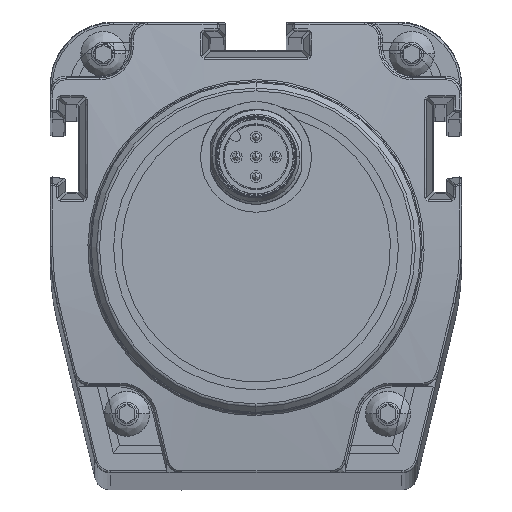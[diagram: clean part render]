
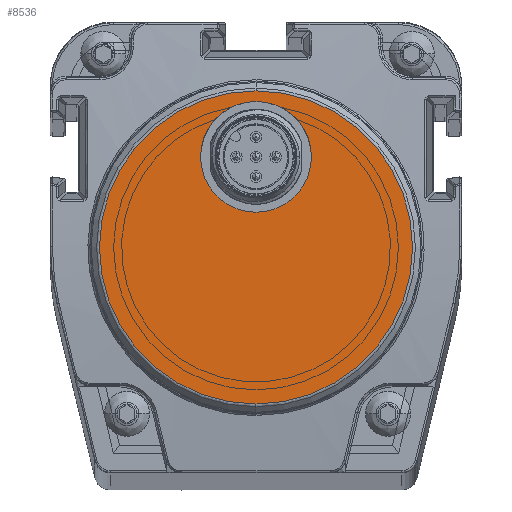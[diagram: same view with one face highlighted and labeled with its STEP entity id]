
A CAD part, top view. The second image highlights one B-rep face of the part: STEP entity #8536.
In plain terms, the highlighted face is planar.
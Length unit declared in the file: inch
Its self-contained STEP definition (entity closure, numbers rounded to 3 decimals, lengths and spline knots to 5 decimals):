
#3861=CARTESIAN_POINT('',(0.,21.,0.));
#3862=DIRECTION('',(0.,1.,0.));
#3863=DIRECTION('',(0.,0.,-1.));
#3864=AXIS2_PLACEMENT_3D('',#3861,#3862,#3863);
#3866=CARTESIAN_POINT('',(0.,21.,0.));
#3867=DIRECTION('',(0.,1.,0.));
#3868=DIRECTION('',(0.,0.,1.));
#3869=AXIS2_PLACEMENT_3D('',#3866,#3867,#3868);
#3871=CARTESIAN_POINT('',(0.,21.,-11.45));
#3872=DIRECTION('',(0.,1.,0.));
#3873=DIRECTION('',(1.,0.,0.));
#3874=AXIS2_PLACEMENT_3D('',#3871,#3872,#3873);
#3876=CARTESIAN_POINT('',(0.,21.,-11.45));
#3877=DIRECTION('',(0.,1.,0.));
#3878=DIRECTION('',(-1.,0.,0.));
#3879=AXIS2_PLACEMENT_3D('',#3876,#3877,#3878);
#7347=CARTESIAN_POINT('',(0.,21.,-19.79289));
#7348=CARTESIAN_POINT('',(0.,21.,19.79289));
#7349=VERTEX_POINT('',#7347);
#7350=VERTEX_POINT('',#7348);
#7970=CARTESIAN_POINT('',(7.,21.,-11.45));
#7971=CARTESIAN_POINT('',(-7.,21.,-11.45));
#7972=VERTEX_POINT('',#7970);
#7973=VERTEX_POINT('',#7971);
#8520=CARTESIAN_POINT('',(-26.,21.,0.));
#8521=DIRECTION('',(0.,-1.,0.));
#8522=DIRECTION('',(0.,0.,1.));
#8523=AXIS2_PLACEMENT_3D('',#8520,#8521,#8522);
#8524=PLANE('',#8523);
#8526=ORIENTED_EDGE('',*,*,#8525,.F.);
#8528=ORIENTED_EDGE('',*,*,#8527,.F.);
#8529=EDGE_LOOP('',(#8526,#8528));
#8530=FACE_OUTER_BOUND('',#8529,.F.);
#8531=ORIENTED_EDGE('',*,*,#8498,.T.);
#8533=ORIENTED_EDGE('',*,*,#8532,.T.);
#8534=EDGE_LOOP('',(#8531,#8533));
#8535=FACE_BOUND('',#8534,.F.);
#8536=ADVANCED_FACE('',(#8530,#8535),#8524,.F.);
#3865=CIRCLE('',#3864,19.79289);
#3870=CIRCLE('',#3869,19.79289);
#3875=CIRCLE('',#3874,7.);
#3880=CIRCLE('',#3879,7.);
#8498=EDGE_CURVE('',#7972,#7973,#3875,.T.);
#8525=EDGE_CURVE('',#7349,#7350,#3865,.T.);
#8527=EDGE_CURVE('',#7350,#7349,#3870,.T.);
#8532=EDGE_CURVE('',#7973,#7972,#3880,.T.);
